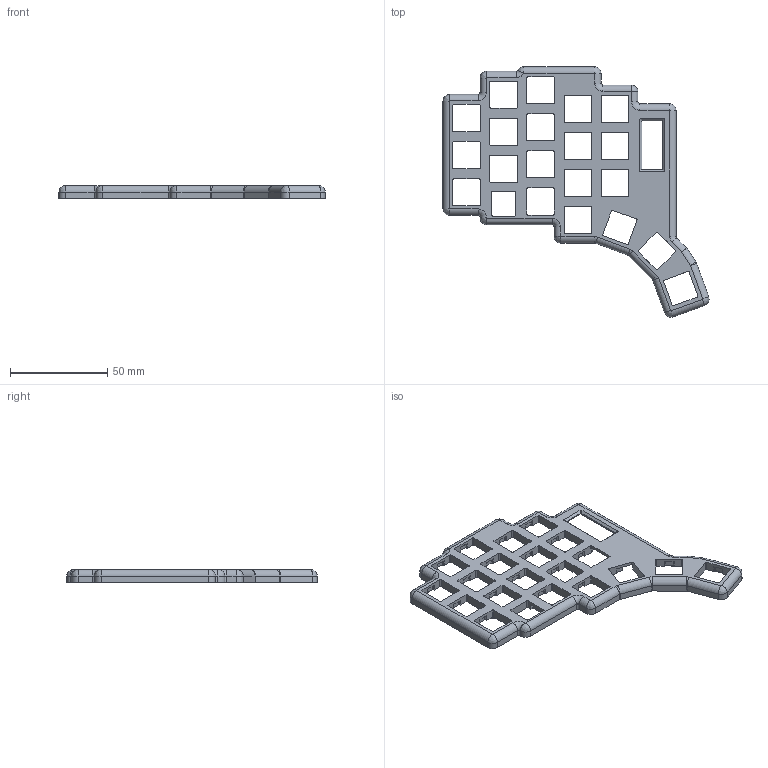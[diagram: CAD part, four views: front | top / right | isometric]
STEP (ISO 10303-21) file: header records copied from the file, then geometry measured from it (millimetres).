
FILE_DESCRIPTION(/* description */ (''),/* implementation_level */ '2;1');
FILE_NAME(/* name */ 'Case.step',/* time_stamp */ '2022-10-17T23:07:50-05:00',/* author */ (''),/* organization */ (''),/* preprocessor_version */ 'ST-DEVELOPER v19',/* originating_system */ 'Autodesk Translation Framework v11.7.0.108',/* authorisation */ '');
FILE_SCHEMA (('AUTOMOTIVE_DESIGN { 1 0 10303 214 3 1 1 }'));
Length unit declared in the file: millimetre
Products named in the file (1): Case
Bounding box: 136.85 x 128.7 x 6.6 mm (x, y, z)
Volume: 24287.3 mm3; surface area: 21504.6 mm2
Topology: 1 solids, 1 shells, 590 faces, 1704 edges, 1121 vertices
Faces by surface type: plane 318, cylinder 249, bspline 13, torus 10
Full cylindrical faces by diameter (mm): 1.6 x3, 4 x3
Entity records: 19620 total; most frequent: CARTESIAN_POINT 3526, ORIENTED_EDGE 3408, DIRECTION 3386, EDGE_CURVE 1704, LINE 1178, VECTOR 1178, VERTEX_POINT 1121, AXIS2_PLACEMENT_3D 1104
